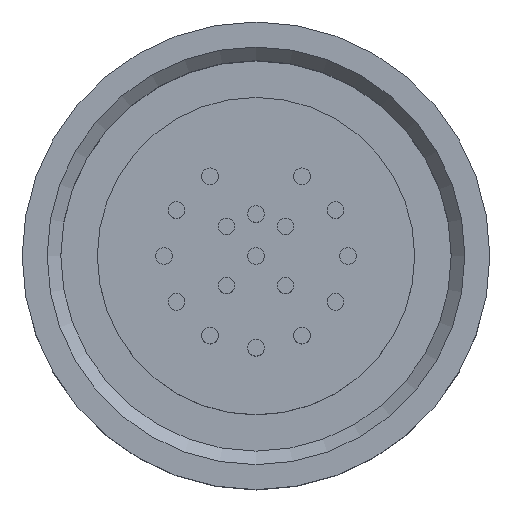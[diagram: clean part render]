
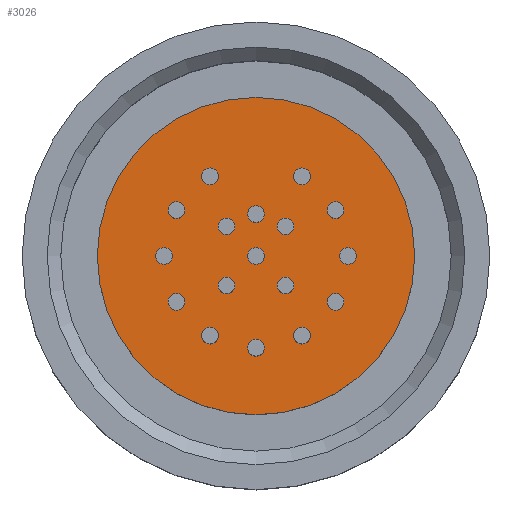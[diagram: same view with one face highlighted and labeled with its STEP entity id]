
A CAD part, top view. The second image highlights one B-rep face of the part: STEP entity #3026.
In plain terms, the highlighted planar face has unit normal (0, 0, 1).
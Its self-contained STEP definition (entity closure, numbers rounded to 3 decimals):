
#94=PLANE('',#3254);
#740=ORIENTED_EDGE('',*,*,#1118,.F.);
#741=ORIENTED_EDGE('',*,*,#1119,.T.);
#742=ORIENTED_EDGE('',*,*,#1120,.F.);
#743=ORIENTED_EDGE('',*,*,#1121,.F.);
#744=ORIENTED_EDGE('',*,*,#1122,.F.);
#745=ORIENTED_EDGE('',*,*,#1123,.F.);
#746=ORIENTED_EDGE('',*,*,#1124,.F.);
#747=ORIENTED_EDGE('',*,*,#1125,.F.);
#748=ORIENTED_EDGE('',*,*,#1126,.F.);
#749=ORIENTED_EDGE('',*,*,#1127,.F.);
#750=ORIENTED_EDGE('',*,*,#1128,.F.);
#751=ORIENTED_EDGE('',*,*,#1129,.F.);
#752=ORIENTED_EDGE('',*,*,#1130,.F.);
#753=ORIENTED_EDGE('',*,*,#1131,.F.);
#754=ORIENTED_EDGE('',*,*,#1132,.F.);
#755=ORIENTED_EDGE('',*,*,#1133,.F.);
#756=ORIENTED_EDGE('',*,*,#1134,.F.);
#757=ORIENTED_EDGE('',*,*,#1117,.F.);
#1117=EDGE_CURVE('',#1330,#1330,#1476,.T.);
#1118=EDGE_CURVE('',#1331,#1331,#1477,.T.);
#1119=EDGE_CURVE('',#1332,#1332,#1478,.F.);
#1120=EDGE_CURVE('',#1333,#1333,#1479,.T.);
#1121=EDGE_CURVE('',#1334,#1334,#1480,.T.);
#1122=EDGE_CURVE('',#1335,#1335,#1481,.T.);
#1123=EDGE_CURVE('',#1336,#1336,#1482,.T.);
#1124=EDGE_CURVE('',#1337,#1337,#1483,.T.);
#1125=EDGE_CURVE('',#1338,#1338,#1484,.T.);
#1126=EDGE_CURVE('',#1339,#1339,#1485,.T.);
#1127=EDGE_CURVE('',#1340,#1340,#1486,.T.);
#1128=EDGE_CURVE('',#1341,#1341,#1487,.T.);
#1129=EDGE_CURVE('',#1342,#1342,#1488,.T.);
#1130=EDGE_CURVE('',#1343,#1343,#1489,.T.);
#1131=EDGE_CURVE('',#1344,#1344,#1490,.T.);
#1132=EDGE_CURVE('',#1345,#1345,#1491,.T.);
#1133=EDGE_CURVE('',#1346,#1346,#1492,.T.);
#1134=EDGE_CURVE('',#1347,#1347,#1493,.T.);
#1330=VERTEX_POINT('',#4426);
#1331=VERTEX_POINT('',#4429);
#1332=VERTEX_POINT('',#4431);
#1333=VERTEX_POINT('',#4433);
#1334=VERTEX_POINT('',#4435);
#1335=VERTEX_POINT('',#4437);
#1336=VERTEX_POINT('',#4439);
#1337=VERTEX_POINT('',#4441);
#1338=VERTEX_POINT('',#4443);
#1339=VERTEX_POINT('',#4445);
#1340=VERTEX_POINT('',#4447);
#1341=VERTEX_POINT('',#4449);
#1342=VERTEX_POINT('',#4451);
#1343=VERTEX_POINT('',#4453);
#1344=VERTEX_POINT('',#4455);
#1345=VERTEX_POINT('',#4457);
#1346=VERTEX_POINT('',#4459);
#1347=VERTEX_POINT('',#4461);
#1476=CIRCLE('',#3253,9.5);
#1477=CIRCLE('',#3255,0.5);
#1478=CIRCLE('',#3256,0.5);
#1479=CIRCLE('',#3257,0.5);
#1480=CIRCLE('',#3258,0.5);
#1481=CIRCLE('',#3259,0.5);
#1482=CIRCLE('',#3260,0.5);
#1483=CIRCLE('',#3261,0.5);
#1484=CIRCLE('',#3262,0.5);
#1485=CIRCLE('',#3263,0.5);
#1486=CIRCLE('',#3264,0.5);
#1487=CIRCLE('',#3265,0.5);
#1488=CIRCLE('',#3266,0.5);
#1489=CIRCLE('',#3267,0.5);
#1490=CIRCLE('',#3268,0.5);
#1491=CIRCLE('',#3269,0.5);
#1492=CIRCLE('',#3270,0.5);
#1493=CIRCLE('',#3271,0.5);
#1623=EDGE_LOOP('',(#740));
#1624=EDGE_LOOP('',(#741));
#1625=EDGE_LOOP('',(#742));
#1626=EDGE_LOOP('',(#743));
#1627=EDGE_LOOP('',(#744));
#1628=EDGE_LOOP('',(#745));
#1629=EDGE_LOOP('',(#746));
#1630=EDGE_LOOP('',(#747));
#1631=EDGE_LOOP('',(#748));
#1632=EDGE_LOOP('',(#749));
#1633=EDGE_LOOP('',(#750));
#1634=EDGE_LOOP('',(#751));
#1635=EDGE_LOOP('',(#752));
#1636=EDGE_LOOP('',(#753));
#1637=EDGE_LOOP('',(#754));
#1638=EDGE_LOOP('',(#755));
#1639=EDGE_LOOP('',(#756));
#1640=EDGE_LOOP('',(#757));
#1817=FACE_BOUND('',#1623,.T.);
#1818=FACE_BOUND('',#1624,.T.);
#1819=FACE_BOUND('',#1625,.T.);
#1820=FACE_BOUND('',#1626,.T.);
#1821=FACE_BOUND('',#1627,.T.);
#1822=FACE_BOUND('',#1628,.T.);
#1823=FACE_BOUND('',#1629,.T.);
#1824=FACE_BOUND('',#1630,.T.);
#1825=FACE_BOUND('',#1631,.T.);
#1826=FACE_BOUND('',#1632,.T.);
#1827=FACE_BOUND('',#1633,.T.);
#1828=FACE_BOUND('',#1634,.T.);
#1829=FACE_BOUND('',#1635,.T.);
#1830=FACE_BOUND('',#1636,.T.);
#1831=FACE_BOUND('',#1637,.T.);
#1832=FACE_BOUND('',#1638,.T.);
#1833=FACE_BOUND('',#1639,.T.);
#1834=FACE_BOUND('',#1640,.T.);
#3026=ADVANCED_FACE('',(#1817,#1818,#1819,#1820,#1821,#1822,#1823,#1824,
#1825,#1826,#1827,#1828,#1829,#1830,#1831,#1832,#1833,#1834),#94,.T.);
#3253=AXIS2_PLACEMENT_3D('',#4425,#3781,#3782);
#3254=AXIS2_PLACEMENT_3D('',#4427,#3783,#3784);
#3255=AXIS2_PLACEMENT_3D('',#4428,#3785,#3786);
#3256=AXIS2_PLACEMENT_3D('',#4430,#3787,#3788);
#3257=AXIS2_PLACEMENT_3D('',#4432,#3789,#3790);
#3258=AXIS2_PLACEMENT_3D('',#4434,#3791,#3792);
#3259=AXIS2_PLACEMENT_3D('',#4436,#3793,#3794);
#3260=AXIS2_PLACEMENT_3D('',#4438,#3795,#3796);
#3261=AXIS2_PLACEMENT_3D('',#4440,#3797,#3798);
#3262=AXIS2_PLACEMENT_3D('',#4442,#3799,#3800);
#3263=AXIS2_PLACEMENT_3D('',#4444,#3801,#3802);
#3264=AXIS2_PLACEMENT_3D('',#4446,#3803,#3804);
#3265=AXIS2_PLACEMENT_3D('',#4448,#3805,#3806);
#3266=AXIS2_PLACEMENT_3D('',#4450,#3807,#3808);
#3267=AXIS2_PLACEMENT_3D('',#4452,#3809,#3810);
#3268=AXIS2_PLACEMENT_3D('',#4454,#3811,#3812);
#3269=AXIS2_PLACEMENT_3D('',#4456,#3813,#3814);
#3270=AXIS2_PLACEMENT_3D('',#4458,#3815,#3816);
#3271=AXIS2_PLACEMENT_3D('',#4460,#3817,#3818);
#3781=DIRECTION('',(0.,0.,-1.));
#3782=DIRECTION('',(-1.,0.,0.));
#3783=DIRECTION('',(0.,0.,1.));
#3784=DIRECTION('',(1.,0.,0.));
#3785=DIRECTION('',(0.,0.,1.));
#3786=DIRECTION('',(1.,0.,0.));
#3787=DIRECTION('',(0.,0.,1.));
#3788=DIRECTION('',(1.,0.,0.));
#3789=DIRECTION('',(0.,0.,1.));
#3790=DIRECTION('',(1.,0.,0.));
#3791=DIRECTION('',(0.,0.,1.));
#3792=DIRECTION('',(1.,0.,0.));
#3793=DIRECTION('',(0.,0.,1.));
#3794=DIRECTION('',(1.,0.,0.));
#3795=DIRECTION('',(0.,0.,1.));
#3796=DIRECTION('',(1.,0.,0.));
#3797=DIRECTION('',(0.,0.,1.));
#3798=DIRECTION('',(1.,0.,0.));
#3799=DIRECTION('',(0.,0.,1.));
#3800=DIRECTION('',(1.,0.,0.));
#3801=DIRECTION('',(0.,0.,1.));
#3802=DIRECTION('',(1.,0.,0.));
#3803=DIRECTION('',(0.,0.,1.));
#3804=DIRECTION('',(1.,0.,0.));
#3805=DIRECTION('',(0.,0.,1.));
#3806=DIRECTION('',(1.,0.,0.));
#3807=DIRECTION('',(0.,0.,1.));
#3808=DIRECTION('',(1.,0.,0.));
#3809=DIRECTION('',(0.,0.,1.));
#3810=DIRECTION('',(1.,0.,0.));
#3811=DIRECTION('',(0.,0.,1.));
#3812=DIRECTION('',(1.,0.,0.));
#3813=DIRECTION('',(0.,0.,1.));
#3814=DIRECTION('',(1.,0.,0.));
#3815=DIRECTION('',(0.,0.,1.));
#3816=DIRECTION('',(1.,0.,0.));
#3817=DIRECTION('',(0.,0.,1.));
#3818=DIRECTION('',(1.,0.,0.));
#4425=CARTESIAN_POINT('',(0.,0.,46.05));
#4426=CARTESIAN_POINT('',(-9.5,0.,46.05));
#4427=CARTESIAN_POINT('',(0.,9.5,46.05));
#4428=CARTESIAN_POINT('',(0.,0.,46.05));
#4429=CARTESIAN_POINT('',(0.5,0.,46.05));
#4430=CARTESIAN_POINT('',(0.,2.5,46.05));
#4431=CARTESIAN_POINT('',(0.5,2.5,46.05));
#4432=CARTESIAN_POINT('',(-2.75,4.763,46.05));
#4433=CARTESIAN_POINT('',(-2.25,4.763,46.05));
#4434=CARTESIAN_POINT('',(-4.763,2.75,46.05));
#4435=CARTESIAN_POINT('',(-4.263,2.75,46.05));
#4436=CARTESIAN_POINT('',(-5.5,0.,46.05));
#4437=CARTESIAN_POINT('',(-5.,0.,46.05));
#4438=CARTESIAN_POINT('',(-4.763,-2.75,46.05));
#4439=CARTESIAN_POINT('',(-4.263,-2.75,46.05));
#4440=CARTESIAN_POINT('',(-2.75,-4.763,46.05));
#4441=CARTESIAN_POINT('',(-2.25,-4.763,46.05));
#4442=CARTESIAN_POINT('',(2.75,4.763,46.05));
#4443=CARTESIAN_POINT('',(3.25,4.763,46.05));
#4444=CARTESIAN_POINT('',(4.763,2.75,46.05));
#4445=CARTESIAN_POINT('',(5.263,2.75,46.05));
#4446=CARTESIAN_POINT('',(5.5,0.,46.05));
#4447=CARTESIAN_POINT('',(6.,0.,46.05));
#4448=CARTESIAN_POINT('',(4.763,-2.75,46.05));
#4449=CARTESIAN_POINT('',(5.263,-2.75,46.05));
#4450=CARTESIAN_POINT('',(2.75,-4.763,46.05));
#4451=CARTESIAN_POINT('',(3.25,-4.763,46.05));
#4452=CARTESIAN_POINT('',(0.,-5.5,46.05));
#4453=CARTESIAN_POINT('',(0.5,-5.5,46.05));
#4454=CARTESIAN_POINT('',(1.768,1.768,46.05));
#4455=CARTESIAN_POINT('',(2.268,1.768,46.05));
#4456=CARTESIAN_POINT('',(1.768,-1.768,46.05));
#4457=CARTESIAN_POINT('',(2.268,-1.768,46.05));
#4458=CARTESIAN_POINT('',(-1.768,-1.768,46.05));
#4459=CARTESIAN_POINT('',(-1.268,-1.768,46.05));
#4460=CARTESIAN_POINT('',(-1.768,1.768,46.05));
#4461=CARTESIAN_POINT('',(-1.268,1.768,46.05));
